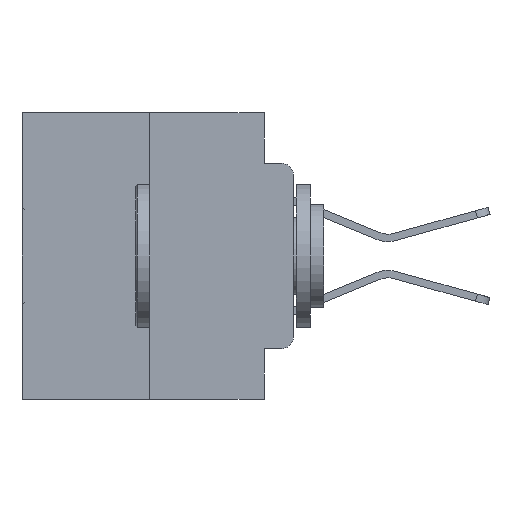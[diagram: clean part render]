
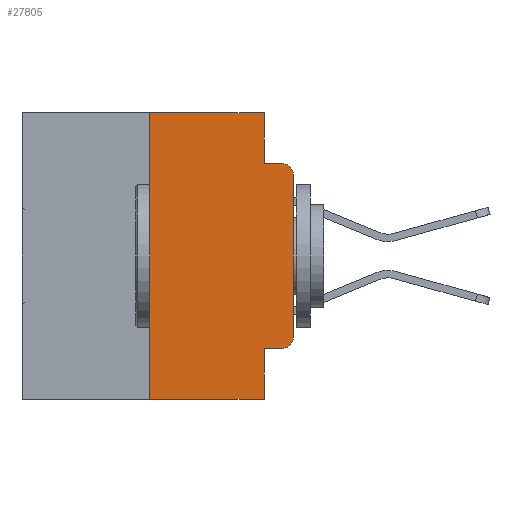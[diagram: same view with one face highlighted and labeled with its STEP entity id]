
A CAD part, left-side view. The second image highlights one B-rep face of the part: STEP entity #27805.
In plain terms, the highlighted planar face has unit normal (-1, 0, 0).
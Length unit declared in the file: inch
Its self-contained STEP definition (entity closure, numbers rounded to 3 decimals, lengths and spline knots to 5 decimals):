
#109 = AXIS2_PLACEMENT_3D ( 'NONE', #26803, #14509, #31609 ) ;
#409 = DIRECTION ( 'NONE',  ( 0., -1., 0. ) ) ;
#546 = LINE ( 'NONE', #12046, #6398 ) ;
#800 = ORIENTED_EDGE ( 'NONE', *, *, #16875, .F. ) ;
#1252 = CARTESIAN_POINT ( 'NONE',  ( 0., 0.051, -0.5 ) ) ;
#2482 = FACE_OUTER_BOUND ( 'NONE', #4816, .T. ) ;
#2569 = VERTEX_POINT ( 'NONE', #14807 ) ;
#3452 = VERTEX_POINT ( 'NONE', #4116 ) ;
#3918 = VECTOR ( 'NONE', #17749, 39.37008 ) ;
#4027 = VERTEX_POINT ( 'NONE', #9953 ) ;
#4105 = CARTESIAN_POINT ( 'NONE',  ( 0., 0.25, 0. ) ) ;
#4116 = CARTESIAN_POINT ( 'NONE',  ( 0., 0., -0.1085 ) ) ;
#4345 = ORIENTED_EDGE ( 'NONE', *, *, #31489, .F. ) ;
#4451 = EDGE_CURVE ( 'NONE', #10829, #18846, #10832, .T. ) ;
#4816 = EDGE_LOOP ( 'NONE', ( #21451, #30214, #7047, #4345, #800, #9014, #7074, #8623, #27646, #21903 ) ) ;
#4845 = AXIS2_PLACEMENT_3D ( 'NONE', #8694, #26064, #11220 ) ;
#5221 = CARTESIAN_POINT ( 'NONE',  ( 0., 0.02, -0.3915 ) ) ;
#6079 = EDGE_CURVE ( 'NONE', #3452, #18846, #29555, .T. ) ;
#6398 = VECTOR ( 'NONE', #9650, 39.37008 ) ;
#6600 = DIRECTION ( 'NONE',  ( 0., 0., 1. ) ) ;
#6682 = CARTESIAN_POINT ( 'NONE',  ( 0., 0.051, 0. ) ) ;
#7047 = ORIENTED_EDGE ( 'NONE', *, *, #4451, .F. ) ;
#7074 = ORIENTED_EDGE ( 'NONE', *, *, #18291, .T. ) ;
#7244 = DIRECTION ( 'NONE',  ( 0., 0., 1. ) ) ;
#7667 = DIRECTION ( 'NONE',  ( 0., -1., 0. ) ) ;
#7702 = DIRECTION ( 'NONE',  ( 0., 0., -1. ) ) ;
#8623 = ORIENTED_EDGE ( 'NONE', *, *, #23392, .F. ) ;
#8694 = CARTESIAN_POINT ( 'NONE',  ( 0., 0.02, -0.1085 ) ) ;
#9014 = ORIENTED_EDGE ( 'NONE', *, *, #25042, .F. ) ;
#9166 = CARTESIAN_POINT ( 'NONE',  ( 0., 0.25, -0.5 ) ) ;
#9450 = EDGE_CURVE ( 'NONE', #30185, #3452, #10024, .T. ) ;
#9650 = DIRECTION ( 'NONE',  ( 0., 0., -1. ) ) ;
#9953 = CARTESIAN_POINT ( 'NONE',  ( 0., 0.02, -0.4115 ) ) ;
#10024 = LINE ( 'NONE', #22150, #28936 ) ;
#10048 = VECTOR ( 'NONE', #7667, 39.37008 ) ;
#10236 = CARTESIAN_POINT ( 'NONE',  ( 0., 0.02, -0.0885 ) ) ;
#10829 = VERTEX_POINT ( 'NONE', #19623 ) ;
#10832 = LINE ( 'NONE', #28236, #10048 ) ;
#10875 = CARTESIAN_POINT ( 'NONE',  ( 0., 0., -0.3915 ) ) ;
#11220 = DIRECTION ( 'NONE',  ( 0., 0., -1. ) ) ;
#11974 = PLANE ( 'NONE',  #109 ) ;
#12046 = CARTESIAN_POINT ( 'NONE',  ( 0., 0.051, 0. ) ) ;
#12445 = LINE ( 'NONE', #4105, #24868 ) ;
#14509 = DIRECTION ( 'NONE',  ( 1., 0., 0. ) ) ;
#14807 = CARTESIAN_POINT ( 'NONE',  ( 0., 0.051, -0.4115 ) ) ;
#15218 = CARTESIAN_POINT ( 'NONE',  ( 0., 0.051, -0.4115 ) ) ;
#15814 = LINE ( 'NONE', #27680, #27341 ) ;
#16810 = EDGE_CURVE ( 'NONE', #4027, #30185, #22570, .T. ) ;
#16875 = EDGE_CURVE ( 'NONE', #29921, #23793, #21817, .T. ) ;
#17230 = LINE ( 'NONE', #15218, #3918 ) ;
#17749 = DIRECTION ( 'NONE',  ( 0., -1., 0. ) ) ;
#17913 = CARTESIAN_POINT ( 'NONE',  ( 0., 0.473, 0. ) ) ;
#18291 = EDGE_CURVE ( 'NONE', #20481, #30283, #31574, .T. ) ;
#18671 = VECTOR ( 'NONE', #22967, 39.37008 ) ;
#18846 = VERTEX_POINT ( 'NONE', #10236 ) ;
#19623 = CARTESIAN_POINT ( 'NONE',  ( 0., 0.051, -0.0885 ) ) ;
#20124 = EDGE_CURVE ( 'NONE', #2569, #4027, #17230, .T. ) ;
#20323 = DIRECTION ( 'NONE',  ( 0., 0., -1. ) ) ;
#20481 = VERTEX_POINT ( 'NONE', #9166 ) ;
#20506 = CARTESIAN_POINT ( 'NONE',  ( 0., 0.473, -0.5 ) ) ;
#20973 = AXIS2_PLACEMENT_3D ( 'NONE', #5221, #22612, #7702 ) ;
#21451 = ORIENTED_EDGE ( 'NONE', *, *, #9450, .T. ) ;
#21817 = LINE ( 'NONE', #17913, #27551 ) ;
#21903 = ORIENTED_EDGE ( 'NONE', *, *, #16810, .T. ) ;
#22150 = CARTESIAN_POINT ( 'NONE',  ( 0., 0., 0. ) ) ;
#22283 = CARTESIAN_POINT ( 'NONE',  ( 0., 0.25, 0. ) ) ;
#22570 = CIRCLE ( 'NONE', #20973, 0.02 ) ;
#22612 = DIRECTION ( 'NONE',  ( -1., 0., 0. ) ) ;
#22967 = DIRECTION ( 'NONE',  ( 0., -1., 0. ) ) ;
#23392 = EDGE_CURVE ( 'NONE', #2569, #30283, #546, .T. ) ;
#23793 = VERTEX_POINT ( 'NONE', #6682 ) ;
#24868 = VECTOR ( 'NONE', #6600, 39.37008 ) ;
#25042 = EDGE_CURVE ( 'NONE', #20481, #29921, #12445, .T. ) ;
#26064 = DIRECTION ( 'NONE',  ( -1., 0., 0. ) ) ;
#26803 = CARTESIAN_POINT ( 'NONE',  ( 0., 0.473, 0. ) ) ;
#27341 = VECTOR ( 'NONE', #20323, 39.37008 ) ;
#27551 = VECTOR ( 'NONE', #409, 39.37008 ) ;
#27646 = ORIENTED_EDGE ( 'NONE', *, *, #20124, .T. ) ;
#27680 = CARTESIAN_POINT ( 'NONE',  ( 0., 0.051, 0. ) ) ;
#27805 = ADVANCED_FACE ( 'NONE', ( #2482 ), #11974, .F. ) ;
#28236 = CARTESIAN_POINT ( 'NONE',  ( 0., 0.051, -0.0885 ) ) ;
#28936 = VECTOR ( 'NONE', #7244, 39.37008 ) ;
#29555 = CIRCLE ( 'NONE', #4845, 0.02 ) ;
#29921 = VERTEX_POINT ( 'NONE', #22283 ) ;
#30185 = VERTEX_POINT ( 'NONE', #10875 ) ;
#30214 = ORIENTED_EDGE ( 'NONE', *, *, #6079, .T. ) ;
#30283 = VERTEX_POINT ( 'NONE', #1252 ) ;
#31489 = EDGE_CURVE ( 'NONE', #23793, #10829, #15814, .T. ) ;
#31574 = LINE ( 'NONE', #20506, #18671 ) ;
#31609 = DIRECTION ( 'NONE',  ( 0., 0., -1. ) ) ;
